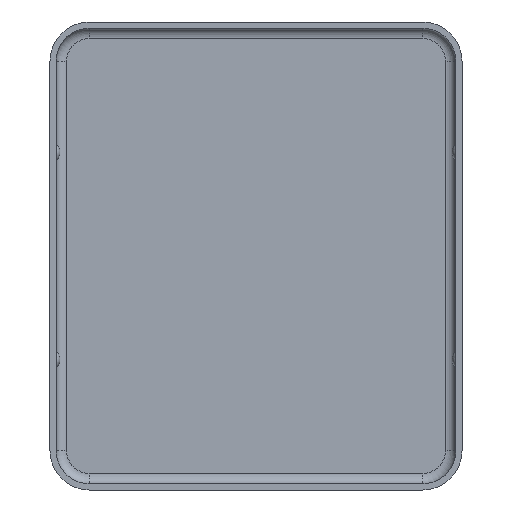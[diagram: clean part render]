
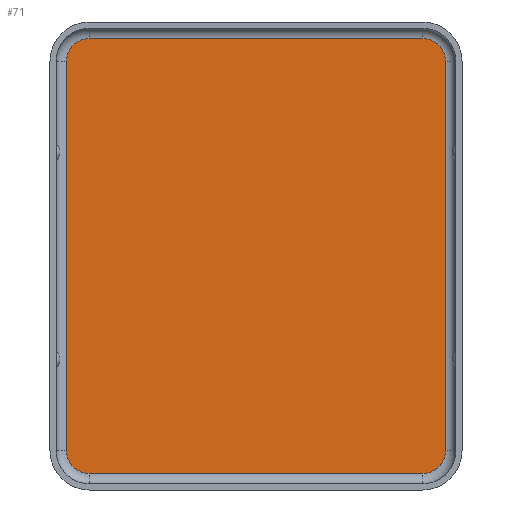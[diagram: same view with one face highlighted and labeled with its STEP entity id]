
A CAD part, front view. The second image highlights one B-rep face of the part: STEP entity #71.
In plain terms, the highlighted planar face has unit normal (0, -1, 0).
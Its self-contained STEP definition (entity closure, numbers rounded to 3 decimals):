
#71 = ADVANCED_FACE( 'NONE', ( #178 ), #179, .T. );
#178 = FACE_OUTER_BOUND( '', #323, .T. );
#179 = PLANE( '', #324 );
#323 = EDGE_LOOP( '', ( #469, #470, #471, #472, #473, #474, #475, #476 ) );
#324 = AXIS2_PLACEMENT_3D( '', #477, #478, #479 );
#469 = ORIENTED_EDGE( '', *, *, #810, .F. );
#470 = ORIENTED_EDGE( '', *, *, #811, .F. );
#471 = ORIENTED_EDGE( '', *, *, #812, .F. );
#472 = ORIENTED_EDGE( '', *, *, #813, .T. );
#473 = ORIENTED_EDGE( '', *, *, #814, .T. );
#474 = ORIENTED_EDGE( '', *, *, #815, .F. );
#475 = ORIENTED_EDGE( '', *, *, #816, .T. );
#476 = ORIENTED_EDGE( '', *, *, #817, .T. );
#477 = CARTESIAN_POINT( '', ( 8.05, 0., -9.4 ) );
#478 = DIRECTION( '', ( 0., -1., 0. ) );
#479 = DIRECTION( '', ( 0., 0., -1. ) );
#810 = EDGE_CURVE( 'NONE', #947, #948, #949, .T. );
#811 = EDGE_CURVE( 'NONE', #950, #947, #951, .T. );
#812 = EDGE_CURVE( 'NONE', #952, #950, #953, .T. );
#813 = EDGE_CURVE( 'NONE', #952, #954, #955, .T. );
#814 = EDGE_CURVE( 'NONE', #954, #956, #957, .T. );
#815 = EDGE_CURVE( 'NONE', #958, #956, #959, .T. );
#816 = EDGE_CURVE( 'NONE', #958, #960, #961, .T. );
#817 = EDGE_CURVE( 'NONE', #960, #948, #962, .T. );
#947 = VERTEX_POINT( 'NONE', #1138 );
#948 = VERTEX_POINT( 'NONE', #1139 );
#949 = LINE( '', #1140, #1141 );
#950 = VERTEX_POINT( 'NONE', #1142 );
#951 = CIRCLE( '', #1143, 1.1 );
#952 = VERTEX_POINT( 'NONE', #1144 );
#953 = LINE( '', #1145, #1146 );
#954 = VERTEX_POINT( 'NONE', #1147 );
#955 = CIRCLE( '', #1148, 1.1 );
#956 = VERTEX_POINT( 'NONE', #1149 );
#957 = LINE( '', #1150, #1151 );
#958 = VERTEX_POINT( 'NONE', #1152 );
#959 = CIRCLE( '', #1153, 1.1 );
#960 = VERTEX_POINT( 'NONE', #1154 );
#961 = LINE( '', #1155, #1156 );
#962 = CIRCLE( '', #1157, 1.1 );
#1138 = CARTESIAN_POINT( '', ( 8.05, 0., -10.5 ) );
#1139 = CARTESIAN_POINT( '', ( -8.05, 0., -10.5 ) );
#1140 = CARTESIAN_POINT( '', ( 8.05, 0., -10.5 ) );
#1141 = VECTOR( '', #1356, 1000. );
#1142 = CARTESIAN_POINT( '', ( 9.15, 0., -9.4 ) );
#1143 = AXIS2_PLACEMENT_3D( '', #1357, #1358, #1359 );
#1144 = CARTESIAN_POINT( '', ( 9.15, 0., 9.4 ) );
#1145 = CARTESIAN_POINT( '', ( 9.15, 0., 0. ) );
#1146 = VECTOR( '', #1360, 1000. );
#1147 = CARTESIAN_POINT( '', ( 8.05, 0., 10.5 ) );
#1148 = AXIS2_PLACEMENT_3D( '', #1361, #1362, #1363 );
#1149 = CARTESIAN_POINT( '', ( -8.05, 0., 10.5 ) );
#1150 = CARTESIAN_POINT( '', ( 8.05, 0., 10.5 ) );
#1151 = VECTOR( '', #1364, 1000. );
#1152 = CARTESIAN_POINT( '', ( -9.15, 0., 9.4 ) );
#1153 = AXIS2_PLACEMENT_3D( '', #1365, #1366, #1367 );
#1154 = CARTESIAN_POINT( '', ( -9.15, 0., -9.4 ) );
#1155 = CARTESIAN_POINT( '', ( -9.15, 0., 0. ) );
#1156 = VECTOR( '', #1368, 1000. );
#1157 = AXIS2_PLACEMENT_3D( '', #1369, #1370, #1371 );
#1356 = DIRECTION( '', ( -1., 0., 0. ) );
#1357 = CARTESIAN_POINT( '', ( 8.05, 0., -9.4 ) );
#1358 = DIRECTION( '', ( 0., 1., 0. ) );
#1359 = DIRECTION( '', ( 0., 0., 1. ) );
#1360 = DIRECTION( '', ( 0., 0., -1. ) );
#1361 = CARTESIAN_POINT( '', ( 8.05, 0., 9.4 ) );
#1362 = DIRECTION( '', ( 0., -1., 0. ) );
#1363 = DIRECTION( '', ( 0., 0., -1. ) );
#1364 = DIRECTION( '', ( -1., 0., 0. ) );
#1365 = CARTESIAN_POINT( '', ( -8.05, 0., 9.4 ) );
#1366 = DIRECTION( '', ( 0., 1., 0. ) );
#1367 = DIRECTION( '', ( 0., 0., -1. ) );
#1368 = DIRECTION( '', ( 0., 0., -1. ) );
#1369 = CARTESIAN_POINT( '', ( -8.05, 0., -9.4 ) );
#1370 = DIRECTION( '', ( 0., -1., 0. ) );
#1371 = DIRECTION( '', ( 0., 0., 1. ) );
